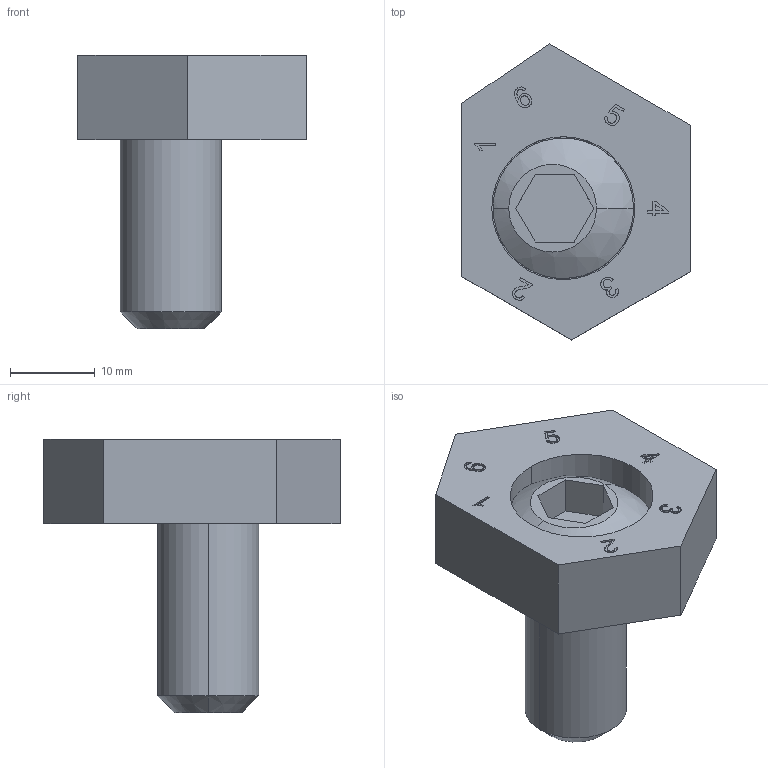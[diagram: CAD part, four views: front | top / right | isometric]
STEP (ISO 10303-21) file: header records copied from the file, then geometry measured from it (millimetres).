
FILE_DESCRIPTION (( 'STEP AP203' ), '1' );
FILE_NAME ('mbspc1217f.STEP', '2021-10-26T02:40:10', ( '' ), ( '' ), 'SwSTEP 2.0', 'SolidWorks 2020', '' );
FILE_SCHEMA (( 'CONFIG_CONTROL_DESIGN' ));
Length unit declared in the file: millimetre
Products named in the file (3): mbspc1217f_01; mbspc1217f; mbspc1217f_02
Assembly tree (2 placements, depth 2):
  mbspc1217f
    mbspc1217f_01
    mbspc1217f_02
Bounding box: 27 x 35.02 x 32.37 mm (x, y, z)
Volume: 8940.2 mm3; surface area: 4329 mm2
Topology: 2 solids, 2 shells, 122 faces, 317 edges, 210 vertices
Faces by surface type: plane 61, bspline 49, cylinder 8, sphere 2, cone 2
Entity records: 6625 total; most frequent: CARTESIAN_POINT 3648, ORIENTED_EDGE 634, DIRECTION 393, EDGE_CURVE 317, VERTEX_POINT 210, LINE 197, VECTOR 197, EDGE_LOOP 135
